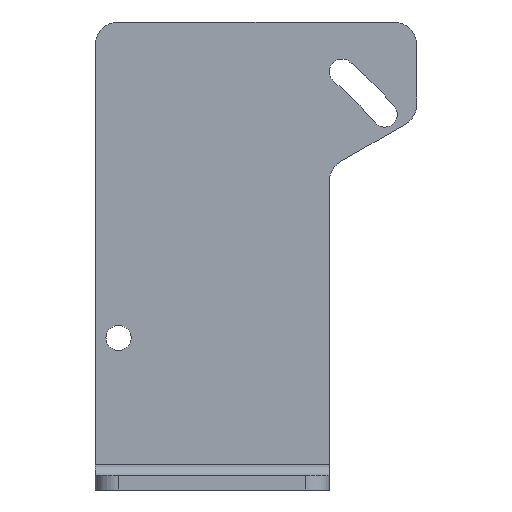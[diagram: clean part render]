
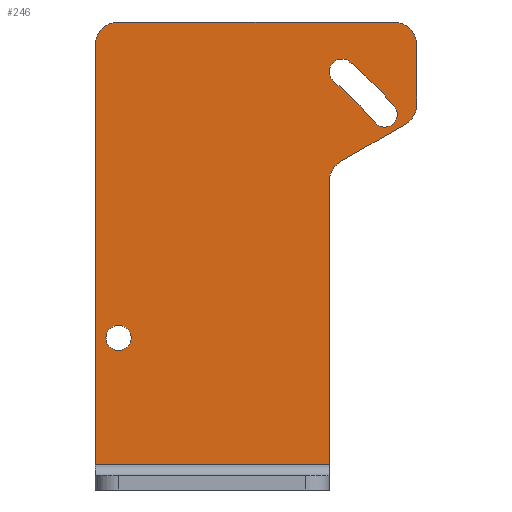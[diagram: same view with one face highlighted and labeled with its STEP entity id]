
A CAD part, left-side view. The second image highlights one B-rep face of the part: STEP entity #246.
In plain terms, the highlighted planar face has unit normal (-1, 0, 0).
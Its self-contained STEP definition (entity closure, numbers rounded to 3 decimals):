
#12 = CARTESIAN_POINT ( 'NONE',  ( -2.5, -42.075, 67.745 ) ) ;
#19 = DIRECTION ( 'NONE',  ( 0., 0., 1. ) ) ;
#20 = AXIS2_PLACEMENT_3D ( 'NONE', #266, #1182, #407 ) ;
#28 = EDGE_CURVE ( 'NONE', #1538, #632, #453, .T. ) ;
#33 = DIRECTION ( 'NONE',  ( -1., 0., 0. ) ) ;
#35 = CARTESIAN_POINT ( 'NONE',  ( -2.5, -35., 80. ) ) ;
#64 = ORIENTED_EDGE ( 'NONE', *, *, #570, .F. ) ;
#75 = CIRCLE ( 'NONE', #1275, 4. ) ;
#82 = CARTESIAN_POINT ( 'NONE',  ( -2.5, 16., 80. ) ) ;
#108 = AXIS2_PLACEMENT_3D ( 'NONE', #1100, #1114, #1119 ) ;
#131 = ORIENTED_EDGE ( 'NONE', *, *, #1327, .F. ) ;
#134 = VERTEX_POINT ( 'NONE', #1197 ) ;
#146 = VERTEX_POINT ( 'NONE', #1205 ) ;
#179 = CARTESIAN_POINT ( 'NONE',  ( -2.5, -35., 80. ) ) ;
#191 = ORIENTED_EDGE ( 'NONE', *, *, #759, .F. ) ;
#216 = CARTESIAN_POINT ( 'NONE',  ( -2.5, 16., 76. ) ) ;
#238 = CIRCLE ( 'NONE', #20, 61.55 ) ;
#246 = ADVANCED_FACE ( 'NONE', ( #409, #328, #387 ), #1206, .T. ) ;
#264 = CIRCLE ( 'NONE', #1347, 57.25 ) ;
#265 = DIRECTION ( 'NONE',  ( 1., 0., 0. ) ) ;
#266 = CARTESIAN_POINT ( 'NONE',  ( -2.5, 16., 26. ) ) ;
#285 = VERTEX_POINT ( 'NONE', #1215 ) ;
#286 = EDGE_CURVE ( 'NONE', #655, #340, #75, .T. ) ;
#305 = CARTESIAN_POINT ( 'NONE',  ( -2.5, 16., 23.85 ) ) ;
#306 = VECTOR ( 'NONE', #445, 1000. ) ;
#312 = CARTESIAN_POINT ( 'NONE',  ( -2.5, 20., 76. ) ) ;
#321 = LINE ( 'NONE', #12, #384 ) ;
#328 = FACE_BOUND ( 'NONE', #937, .T. ) ;
#330 = DIRECTION ( 'NONE',  ( -1., 0., 0. ) ) ;
#337 = ORIENTED_EDGE ( 'NONE', *, *, #1366, .F. ) ;
#339 = ORIENTED_EDGE ( 'NONE', *, *, #1620, .T. ) ;
#340 = VERTEX_POINT ( 'NONE', #312 ) ;
#345 = DIRECTION ( 'NONE',  ( -1., 0., 0. ) ) ;
#347 = DIRECTION ( 'NONE',  ( 0., 0., 1. ) ) ;
#365 = EDGE_CURVE ( 'NONE', #938, #340, #905, .T. ) ;
#367 = CIRCLE ( 'NONE', #388, 4. ) ;
#377 = VECTOR ( 'NONE', #550, 1000. ) ;
#384 = VECTOR ( 'NONE', #390, 1000. ) ;
#387 = FACE_OUTER_BOUND ( 'NONE', #1410, .T. ) ;
#388 = AXIS2_PLACEMENT_3D ( 'NONE', #1554, #778, #19 ) ;
#390 = DIRECTION ( 'NONE',  ( 0., 0.866, -0.5 ) ) ;
#403 = VECTOR ( 'NONE', #855, 1000. ) ;
#407 = DIRECTION ( 'NONE',  ( 0., 0., 1. ) ) ;
#409 = FACE_BOUND ( 'NONE', #1058, .T. ) ;
#419 = CIRCLE ( 'NONE', #805, 2.15 ) ;
#444 = VERTEX_POINT ( 'NONE', #1091 ) ;
#445 = DIRECTION ( 'NONE',  ( 0., 1., 0. ) ) ;
#450 = EDGE_CURVE ( 'NONE', #1580, #938, #499, .T. ) ;
#453 = CIRCLE ( 'NONE', #108, 2.15 ) ;
#499 = LINE ( 'NONE', #705, #306 ) ;
#522 = CARTESIAN_POINT ( 'NONE',  ( -2.5, -33., 62.506 ) ) ;
#523 = CARTESIAN_POINT ( 'NONE',  ( -2.5, 20., 4.3 ) ) ;
#530 = CARTESIAN_POINT ( 'NONE',  ( -2.5, -22., 56.155 ) ) ;
#550 = DIRECTION ( 'NONE',  ( 0., 0., 1. ) ) ;
#570 = EDGE_CURVE ( 'NONE', #285, #1580, #662, .T. ) ;
#599 = DIRECTION ( 'NONE',  ( 0., 0., 1. ) ) ;
#607 = CARTESIAN_POINT ( 'NONE',  ( -2.5, -24., 52.691 ) ) ;
#612 = ORIENTED_EDGE ( 'NONE', *, *, #1204, .F. ) ;
#618 = LINE ( 'NONE', #35, #403 ) ;
#623 = AXIS2_PLACEMENT_3D ( 'NONE', #1106, #330, #1246 ) ;
#626 = EDGE_CURVE ( 'NONE', #1381, #285, #1319, .T. ) ;
#632 = VERTEX_POINT ( 'NONE', #1401 ) ;
#655 = VERTEX_POINT ( 'NONE', #82 ) ;
#656 = CARTESIAN_POINT ( 'NONE',  ( -2.5, -29.503, 64.182 ) ) ;
#659 = CARTESIAN_POINT ( 'NONE',  ( -2.5, -35., 76. ) ) ;
#662 = LINE ( 'NONE', #689, #1647 ) ;
#666 = DIRECTION ( 'NONE',  ( -1., 0., 0. ) ) ;
#681 = AXIS2_PLACEMENT_3D ( 'NONE', #607, #1529, #750 ) ;
#684 = CARTESIAN_POINT ( 'NONE',  ( -2.5, -35., 80. ) ) ;
#689 = CARTESIAN_POINT ( 'NONE',  ( -2.5, -20., 80. ) ) ;
#694 = CARTESIAN_POINT ( 'NONE',  ( -2.5, 20., 80. ) ) ;
#696 = CARTESIAN_POINT ( 'NONE',  ( -2.5, 16., 26. ) ) ;
#705 = CARTESIAN_POINT ( 'NONE',  ( -2.5, -35., 4.3 ) ) ;
#724 = LINE ( 'NONE', #684, #377 ) ;
#745 = CIRCLE ( 'NONE', #995, 2.15 ) ;
#750 = DIRECTION ( 'NONE',  ( 0., 0., 1. ) ) ;
#754 = EDGE_CURVE ( 'NONE', #1213, #1381, #321, .T. ) ;
#759 = EDGE_CURVE ( 'NONE', #134, #1213, #367, .T. ) ;
#760 = ORIENTED_EDGE ( 'NONE', *, *, #365, .F. ) ;
#778 = DIRECTION ( 'NONE',  ( 1., 0., 0. ) ) ;
#780 = EDGE_CURVE ( 'NONE', #1259, #655, #618, .T. ) ;
#785 = DIRECTION ( 'NONE',  ( 0., 0., 1. ) ) ;
#786 = CARTESIAN_POINT ( 'NONE',  ( -2.5, -22.182, 71.503 ) ) ;
#805 = AXIS2_PLACEMENT_3D ( 'NONE', #696, #1600, #815 ) ;
#815 = DIRECTION ( 'NONE',  ( 0., 0., 1. ) ) ;
#855 = DIRECTION ( 'NONE',  ( 0., 1., 0. ) ) ;
#901 = VECTOR ( 'NONE', #599, 1000. ) ;
#902 = CARTESIAN_POINT ( 'NONE',  ( -2.5, -31.15, 65.564 ) ) ;
#905 = LINE ( 'NONE', #694, #901 ) ;
#912 = DIRECTION ( 'NONE',  ( 0., 0., 1. ) ) ;
#919 = ORIENTED_EDGE ( 'NONE', *, *, #28, .F. ) ;
#927 = EDGE_CURVE ( 'NONE', #1168, #444, #238, .T. ) ;
#937 = EDGE_LOOP ( 'NONE', ( #919, #1478 ) ) ;
#938 = VERTEX_POINT ( 'NONE', #523 ) ;
#944 = DIRECTION ( 'NONE',  ( -1., 0., 0. ) ) ;
#995 = AXIS2_PLACEMENT_3D ( 'NONE', #1450, #666, #1577 ) ;
#1026 = AXIS2_PLACEMENT_3D ( 'NONE', #786, #33, #912 ) ;
#1039 = ORIENTED_EDGE ( 'NONE', *, *, #626, .F. ) ;
#1046 = CARTESIAN_POINT ( 'NONE',  ( -2.5, 16., 26. ) ) ;
#1058 = EDGE_LOOP ( 'NONE', ( #1402, #612, #337, #1621, #131 ) ) ;
#1080 = DIRECTION ( 'NONE',  ( 0., 0., 1. ) ) ;
#1091 = CARTESIAN_POINT ( 'NONE',  ( -2.5, -23.564, 73.15 ) ) ;
#1100 = CARTESIAN_POINT ( 'NONE',  ( -2.5, 16., 26. ) ) ;
#1106 = CARTESIAN_POINT ( 'NONE',  ( -2.5, -31., 76. ) ) ;
#1114 = DIRECTION ( 'NONE',  ( -1., 0., 0. ) ) ;
#1119 = DIRECTION ( 'NONE',  ( 0., 0., 1. ) ) ;
#1126 = CIRCLE ( 'NONE', #1026, 2.15 ) ;
#1159 = VERTEX_POINT ( 'NONE', #1429 ) ;
#1168 = VERTEX_POINT ( 'NONE', #902 ) ;
#1181 = DIRECTION ( 'NONE',  ( 0., 0., 1. ) ) ;
#1182 = DIRECTION ( 'NONE',  ( -1., 0., 0. ) ) ;
#1197 = CARTESIAN_POINT ( 'NONE',  ( -2.5, -35., 65.97 ) ) ;
#1204 = EDGE_CURVE ( 'NONE', #1467, #1168, #1608, .T. ) ;
#1205 = CARTESIAN_POINT ( 'NONE',  ( -2.5, -27.856, 62.8 ) ) ;
#1206 = PLANE ( 'NONE',  #1253 ) ;
#1213 = VERTEX_POINT ( 'NONE', #522 ) ;
#1215 = CARTESIAN_POINT ( 'NONE',  ( -2.5, -20., 52.691 ) ) ;
#1224 = EDGE_CURVE ( 'NONE', #1159, #146, #264, .T. ) ;
#1225 = CARTESIAN_POINT ( 'NONE',  ( -2.5, -20., 4.3 ) ) ;
#1246 = DIRECTION ( 'NONE',  ( 0., 0., 1. ) ) ;
#1253 = AXIS2_PLACEMENT_3D ( 'NONE', #179, #944, #1080 ) ;
#1259 = VERTEX_POINT ( 'NONE', #1575 ) ;
#1275 = AXIS2_PLACEMENT_3D ( 'NONE', #216, #345, #347 ) ;
#1319 = CIRCLE ( 'NONE', #681, 4. ) ;
#1327 = EDGE_CURVE ( 'NONE', #444, #1159, #1126, .T. ) ;
#1330 = CARTESIAN_POINT ( 'NONE',  ( -2.5, -29.503, 62.032 ) ) ;
#1332 = VERTEX_POINT ( 'NONE', #659 ) ;
#1336 = AXIS2_PLACEMENT_3D ( 'NONE', #656, #1564, #785 ) ;
#1347 = AXIS2_PLACEMENT_3D ( 'NONE', #1046, #265, #1181 ) ;
#1353 = ORIENTED_EDGE ( 'NONE', *, *, #286, .T. ) ;
#1366 = EDGE_CURVE ( 'NONE', #146, #1467, #745, .T. ) ;
#1381 = VERTEX_POINT ( 'NONE', #530 ) ;
#1395 = ORIENTED_EDGE ( 'NONE', *, *, #450, .F. ) ;
#1401 = CARTESIAN_POINT ( 'NONE',  ( -2.5, 16., 28.15 ) ) ;
#1402 = ORIENTED_EDGE ( 'NONE', *, *, #927, .F. ) ;
#1410 = EDGE_LOOP ( 'NONE', ( #1477, #339, #1455, #1353, #760, #1395, #64, #1039, #1548, #191 ) ) ;
#1429 = CARTESIAN_POINT ( 'NONE',  ( -2.5, -20.8, 69.856 ) ) ;
#1430 = CIRCLE ( 'NONE', #623, 4. ) ;
#1450 = CARTESIAN_POINT ( 'NONE',  ( -2.5, -29.503, 64.182 ) ) ;
#1455 = ORIENTED_EDGE ( 'NONE', *, *, #780, .T. ) ;
#1456 = EDGE_CURVE ( 'NONE', #632, #1538, #419, .T. ) ;
#1467 = VERTEX_POINT ( 'NONE', #1330 ) ;
#1470 = EDGE_CURVE ( 'NONE', #134, #1332, #724, .T. ) ;
#1474 = DIRECTION ( 'NONE',  ( 0., 0., -1. ) ) ;
#1477 = ORIENTED_EDGE ( 'NONE', *, *, #1470, .T. ) ;
#1478 = ORIENTED_EDGE ( 'NONE', *, *, #1456, .F. ) ;
#1529 = DIRECTION ( 'NONE',  ( -1., 0., 0. ) ) ;
#1538 = VERTEX_POINT ( 'NONE', #305 ) ;
#1548 = ORIENTED_EDGE ( 'NONE', *, *, #754, .F. ) ;
#1554 = CARTESIAN_POINT ( 'NONE',  ( -2.5, -31., 65.97 ) ) ;
#1564 = DIRECTION ( 'NONE',  ( -1., 0., 0. ) ) ;
#1575 = CARTESIAN_POINT ( 'NONE',  ( -2.5, -31., 80. ) ) ;
#1577 = DIRECTION ( 'NONE',  ( 0., 0., 1. ) ) ;
#1580 = VERTEX_POINT ( 'NONE', #1225 ) ;
#1600 = DIRECTION ( 'NONE',  ( -1., 0., 0. ) ) ;
#1608 = CIRCLE ( 'NONE', #1336, 2.15 ) ;
#1620 = EDGE_CURVE ( 'NONE', #1332, #1259, #1430, .T. ) ;
#1621 = ORIENTED_EDGE ( 'NONE', *, *, #1224, .F. ) ;
#1647 = VECTOR ( 'NONE', #1474, 1000. ) ;
